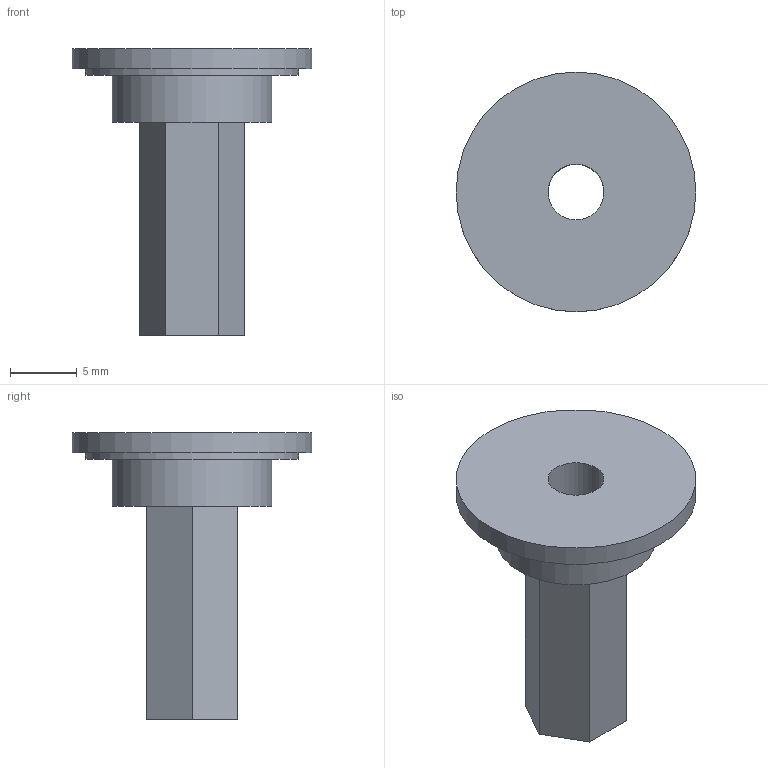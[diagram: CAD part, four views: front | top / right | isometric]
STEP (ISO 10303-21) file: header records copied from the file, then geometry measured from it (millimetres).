
FILE_DESCRIPTION(/* description */ (''),/* implementation_level */ '2;1');
FILE_NAME(/* name */ 'Axe 3 v14.stp',/* time_stamp */ '2020-12-05T18:10:32+01:00',/* author */ (''),/* organization */ (''),/* preprocessor_version */ 'ST-DEVELOPER v18.1',/* originating_system */ 'Autodesk Translation Framework v9.3.0.1241',/* authorisation */ '');
FILE_SCHEMA (('AUTOMOTIVE_DESIGN { 1 0 10303 214 3 1 1 }'));
Length unit declared in the file: millimetre
Products named in the file (1): Axe 3
Bounding box: 18 x 18 x 21.5 mm (x, y, z)
Volume: 1220.9 mm3; surface area: 1383.7 mm2
Topology: 1 solids, 1 shells, 15 faces, 30 edges, 20 vertices
Faces by surface type: plane 11, cylinder 4
Full cylindrical faces by diameter (mm): 4.2 x1, 12 x1, 16 x1, 18 x1
Entity records: 436 total; most frequent: DIRECTION 70, CARTESIAN_POINT 66, ORIENTED_EDGE 60, EDGE_CURVE 30, AXIS2_PLACEMENT_3D 24, LINE 22, VECTOR 22, EDGE_LOOP 20
